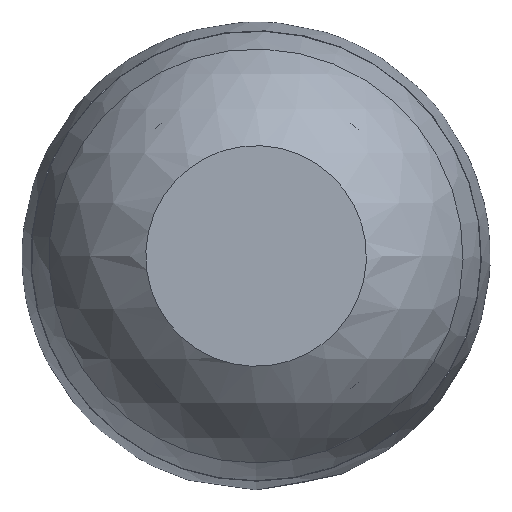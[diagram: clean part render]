
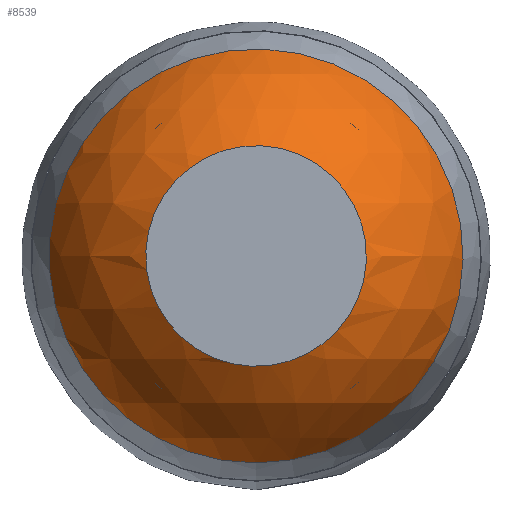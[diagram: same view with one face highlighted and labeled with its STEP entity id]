
A CAD part, left-side view. The second image highlights one B-rep face of the part: STEP entity #8539.
In plain terms, the highlighted spherical face has radius 25 mm.
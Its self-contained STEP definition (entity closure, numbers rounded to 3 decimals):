
#35=SPHERICAL_SURFACE('',#9283,25.);
#518=FACE_BOUND('',#1666,.T.);
#701=CIRCLE('',#9284,23.451);
#702=CIRCLE('',#9285,23.451);
#703=CIRCLE('',#9286,12.5);
#1180=FACE_OUTER_BOUND('',#1665,.T.);
#1665=EDGE_LOOP('',(#7786,#7787));
#1666=EDGE_LOOP('',(#7788));
#4086=VERTEX_POINT('',#17790);
#4087=VERTEX_POINT('',#17791);
#4088=VERTEX_POINT('',#17794);
#5328=EDGE_CURVE('',#4086,#4087,#701,.T.);
#5329=EDGE_CURVE('',#4087,#4086,#702,.T.);
#5330=EDGE_CURVE('',#4088,#4088,#703,.T.);
#7786=ORIENTED_EDGE('',*,*,#5328,.T.);
#7787=ORIENTED_EDGE('',*,*,#5329,.T.);
#7788=ORIENTED_EDGE('',*,*,#5330,.F.);
#8539=ADVANCED_FACE('',(#1180,#518),#35,.T.);
#9283=AXIS2_PLACEMENT_3D('',#17789,#11287,#11288);
#9284=AXIS2_PLACEMENT_3D('',#17792,#11289,#11290);
#9285=AXIS2_PLACEMENT_3D('',#17793,#11291,#11292);
#9286=AXIS2_PLACEMENT_3D('',#17795,#11293,#11294);
#11287=DIRECTION('center_axis',(0.,0.,1.));
#11288=DIRECTION('ref_axis',(-1.,0.,0.));
#11289=DIRECTION('center_axis',(-1.,0.,0.));
#11290=DIRECTION('ref_axis',(0.,0.,1.));
#11291=DIRECTION('center_axis',(-1.,0.,0.));
#11292=DIRECTION('ref_axis',(0.,0.,1.));
#11293=DIRECTION('center_axis',(-1.,0.,0.));
#11294=DIRECTION('ref_axis',(0.,0.,1.));
#17789=CARTESIAN_POINT('Origin',(-10.211,0.075,0.));
#17790=CARTESIAN_POINT('',(-18.875,14.305,18.64));
#17791=CARTESIAN_POINT('',(-18.875,0.075,-23.451));
#17792=CARTESIAN_POINT('Origin',(-18.875,0.075,0.));
#17793=CARTESIAN_POINT('Origin',(-18.875,0.075,0.));
#17794=CARTESIAN_POINT('',(-31.861,7.66,9.936));
#17795=CARTESIAN_POINT('Origin',(-31.861,0.075,0.));
